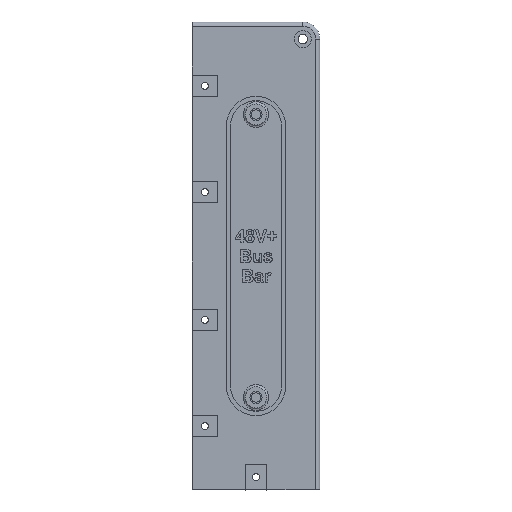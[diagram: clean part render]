
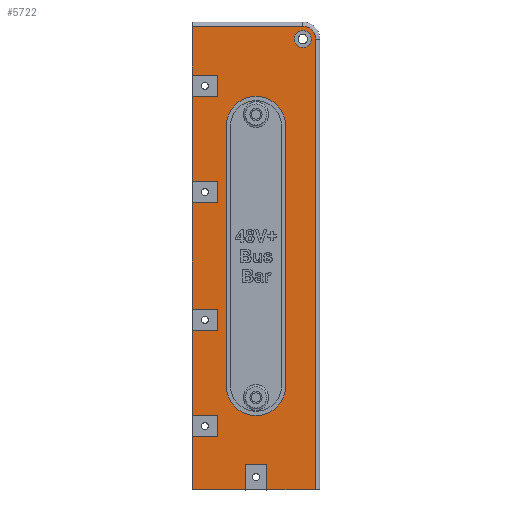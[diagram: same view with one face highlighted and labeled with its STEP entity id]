
A CAD part, top view. The second image highlights one B-rep face of the part: STEP entity #5722.
In plain terms, the highlighted planar face has unit normal (0, 0, 1).
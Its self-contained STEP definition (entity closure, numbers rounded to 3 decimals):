
#505=FACE_BOUND('',#2102,.T.);
#506=FACE_BOUND('',#2103,.T.);
#597=LINE('',#8038,#1128);
#602=LINE('',#8052,#1133);
#605=LINE('',#8063,#1136);
#606=LINE('',#8065,#1137);
#607=LINE('',#8067,#1138);
#608=LINE('',#8069,#1139);
#609=LINE('',#8071,#1140);
#610=LINE('',#8073,#1141);
#611=LINE('',#8075,#1142);
#612=LINE('',#8077,#1143);
#613=LINE('',#8079,#1144);
#614=LINE('',#8081,#1145);
#615=LINE('',#8083,#1146);
#616=LINE('',#8085,#1147);
#617=LINE('',#8089,#1148);
#618=LINE('',#8091,#1149);
#619=LINE('',#8093,#1150);
#620=LINE('',#8095,#1151);
#621=LINE('',#8097,#1152);
#622=LINE('',#8099,#1153);
#623=LINE('',#8101,#1154);
#624=LINE('',#8103,#1155);
#625=LINE('',#8105,#1156);
#626=LINE('',#8107,#1157);
#627=LINE('',#8109,#1158);
#628=LINE('',#8110,#1159);
#1128=VECTOR('',#6409,10.);
#1133=VECTOR('',#6422,10.);
#1136=VECTOR('',#6435,10.);
#1137=VECTOR('',#6436,10.);
#1138=VECTOR('',#6437,10.);
#1139=VECTOR('',#6438,10.);
#1140=VECTOR('',#6439,10.);
#1141=VECTOR('',#6440,10.);
#1142=VECTOR('',#6441,10.);
#1143=VECTOR('',#6442,10.);
#1144=VECTOR('',#6443,10.);
#1145=VECTOR('',#6444,10.);
#1146=VECTOR('',#6445,10.);
#1147=VECTOR('',#6446,10.);
#1148=VECTOR('',#6449,10.);
#1149=VECTOR('',#6450,10.);
#1150=VECTOR('',#6451,10.);
#1151=VECTOR('',#6452,10.);
#1152=VECTOR('',#6453,10.);
#1153=VECTOR('',#6454,10.);
#1154=VECTOR('',#6455,10.);
#1155=VECTOR('',#6456,10.);
#1156=VECTOR('',#6457,10.);
#1157=VECTOR('',#6458,10.);
#1158=VECTOR('',#6459,10.);
#1159=VECTOR('',#6460,10.);
#1600=PLANE('',#6085);
#1761=FACE_OUTER_BOUND('',#2101,.T.);
#2101=EDGE_LOOP('',(#4186,#4187,#4188,#4189,#4190,#4191,#4192,#4193,#4194,
#4195,#4196,#4197,#4198,#4199,#4200,#4201,#4202,#4203,#4204,#4205,#4206,
#4207,#4208,#4209,#4210));
#2102=EDGE_LOOP('',(#4211));
#2103=EDGE_LOOP('',(#4212,#4213,#4214,#4215));
#2445=CIRCLE('',#6078,14.);
#2447=CIRCLE('',#6082,14.);
#2449=CIRCLE('',#6086,6.);
#2450=CIRCLE('',#6087,4.);
#2653=VERTEX_POINT('',#8036);
#2654=VERTEX_POINT('',#8037);
#2657=VERTEX_POINT('',#8045);
#2659=VERTEX_POINT('',#8051);
#2661=VERTEX_POINT('',#8061);
#2662=VERTEX_POINT('',#8062);
#2663=VERTEX_POINT('',#8064);
#2664=VERTEX_POINT('',#8066);
#2665=VERTEX_POINT('',#8068);
#2666=VERTEX_POINT('',#8070);
#2667=VERTEX_POINT('',#8072);
#2668=VERTEX_POINT('',#8074);
#2669=VERTEX_POINT('',#8076);
#2670=VERTEX_POINT('',#8078);
#2671=VERTEX_POINT('',#8080);
#2672=VERTEX_POINT('',#8082);
#2673=VERTEX_POINT('',#8084);
#2674=VERTEX_POINT('',#8086);
#2675=VERTEX_POINT('',#8088);
#2676=VERTEX_POINT('',#8090);
#2677=VERTEX_POINT('',#8092);
#2678=VERTEX_POINT('',#8094);
#2679=VERTEX_POINT('',#8096);
#2680=VERTEX_POINT('',#8098);
#2681=VERTEX_POINT('',#8100);
#2682=VERTEX_POINT('',#8102);
#2683=VERTEX_POINT('',#8104);
#2684=VERTEX_POINT('',#8106);
#2685=VERTEX_POINT('',#8108);
#2686=VERTEX_POINT('',#8111);
#3251=EDGE_CURVE('',#2653,#2654,#597,.T.);
#3255=EDGE_CURVE('',#2654,#2657,#2445,.T.);
#3258=EDGE_CURVE('',#2657,#2659,#602,.T.);
#3261=EDGE_CURVE('',#2659,#2653,#2447,.T.);
#3263=EDGE_CURVE('',#2661,#2662,#605,.T.);
#3264=EDGE_CURVE('',#2662,#2663,#606,.T.);
#3265=EDGE_CURVE('',#2663,#2664,#607,.T.);
#3266=EDGE_CURVE('',#2664,#2665,#608,.T.);
#3267=EDGE_CURVE('',#2665,#2666,#609,.T.);
#3268=EDGE_CURVE('',#2666,#2667,#610,.T.);
#3269=EDGE_CURVE('',#2667,#2668,#611,.T.);
#3270=EDGE_CURVE('',#2668,#2669,#612,.T.);
#3271=EDGE_CURVE('',#2669,#2670,#613,.T.);
#3272=EDGE_CURVE('',#2670,#2671,#614,.T.);
#3273=EDGE_CURVE('',#2671,#2672,#615,.T.);
#3274=EDGE_CURVE('',#2673,#2672,#616,.T.);
#3275=EDGE_CURVE('',#2674,#2673,#2449,.T.);
#3276=EDGE_CURVE('',#2675,#2674,#617,.T.);
#3277=EDGE_CURVE('',#2675,#2676,#618,.T.);
#3278=EDGE_CURVE('',#2676,#2677,#619,.T.);
#3279=EDGE_CURVE('',#2677,#2678,#620,.T.);
#3280=EDGE_CURVE('',#2678,#2679,#621,.T.);
#3281=EDGE_CURVE('',#2679,#2680,#622,.T.);
#3282=EDGE_CURVE('',#2680,#2681,#623,.T.);
#3283=EDGE_CURVE('',#2681,#2682,#624,.T.);
#3284=EDGE_CURVE('',#2682,#2683,#625,.T.);
#3285=EDGE_CURVE('',#2683,#2684,#626,.T.);
#3286=EDGE_CURVE('',#2684,#2685,#627,.T.);
#3287=EDGE_CURVE('',#2685,#2661,#628,.T.);
#3288=EDGE_CURVE('',#2686,#2686,#2450,.T.);
#4186=ORIENTED_EDGE('',*,*,#3263,.T.);
#4187=ORIENTED_EDGE('',*,*,#3264,.T.);
#4188=ORIENTED_EDGE('',*,*,#3265,.T.);
#4189=ORIENTED_EDGE('',*,*,#3266,.T.);
#4190=ORIENTED_EDGE('',*,*,#3267,.T.);
#4191=ORIENTED_EDGE('',*,*,#3268,.T.);
#4192=ORIENTED_EDGE('',*,*,#3269,.T.);
#4193=ORIENTED_EDGE('',*,*,#3270,.T.);
#4194=ORIENTED_EDGE('',*,*,#3271,.T.);
#4195=ORIENTED_EDGE('',*,*,#3272,.T.);
#4196=ORIENTED_EDGE('',*,*,#3273,.T.);
#4197=ORIENTED_EDGE('',*,*,#3274,.F.);
#4198=ORIENTED_EDGE('',*,*,#3275,.F.);
#4199=ORIENTED_EDGE('',*,*,#3276,.F.);
#4200=ORIENTED_EDGE('',*,*,#3277,.T.);
#4201=ORIENTED_EDGE('',*,*,#3278,.T.);
#4202=ORIENTED_EDGE('',*,*,#3279,.T.);
#4203=ORIENTED_EDGE('',*,*,#3280,.T.);
#4204=ORIENTED_EDGE('',*,*,#3281,.T.);
#4205=ORIENTED_EDGE('',*,*,#3282,.T.);
#4206=ORIENTED_EDGE('',*,*,#3283,.T.);
#4207=ORIENTED_EDGE('',*,*,#3284,.T.);
#4208=ORIENTED_EDGE('',*,*,#3285,.T.);
#4209=ORIENTED_EDGE('',*,*,#3286,.T.);
#4210=ORIENTED_EDGE('',*,*,#3287,.T.);
#4211=ORIENTED_EDGE('',*,*,#3288,.T.);
#4212=ORIENTED_EDGE('',*,*,#3251,.T.);
#4213=ORIENTED_EDGE('',*,*,#3255,.T.);
#4214=ORIENTED_EDGE('',*,*,#3258,.T.);
#4215=ORIENTED_EDGE('',*,*,#3261,.T.);
#5722=ADVANCED_FACE('',(#1761,#505,#506),#1600,.T.);
#6078=AXIS2_PLACEMENT_3D('',#8046,#6415,#6416);
#6082=AXIS2_PLACEMENT_3D('',#8057,#6427,#6428);
#6085=AXIS2_PLACEMENT_3D('',#8060,#6433,#6434);
#6086=AXIS2_PLACEMENT_3D('',#8087,#6447,#6448);
#6087=AXIS2_PLACEMENT_3D('',#8112,#6461,#6462);
#6409=DIRECTION('',(0.,1.,0.));
#6415=DIRECTION('center_axis',(0.,0.,-1.));
#6416=DIRECTION('ref_axis',(1.,0.,0.));
#6422=DIRECTION('',(0.,-1.,0.));
#6427=DIRECTION('center_axis',(0.,0.,-1.));
#6428=DIRECTION('ref_axis',(0.,-1.,0.));
#6433=DIRECTION('center_axis',(0.,0.,1.));
#6434=DIRECTION('ref_axis',(1.,0.,0.));
#6435=DIRECTION('',(-1.,0.,0.));
#6436=DIRECTION('',(0.,-1.,0.));
#6437=DIRECTION('',(1.,0.,0.));
#6438=DIRECTION('',(0.,-1.,0.));
#6439=DIRECTION('',(-1.,0.,0.));
#6440=DIRECTION('',(0.,-1.,0.));
#6441=DIRECTION('',(1.,0.,0.));
#6442=DIRECTION('',(0.,1.,0.));
#6443=DIRECTION('',(1.,0.,0.));
#6444=DIRECTION('',(0.,-1.,0.));
#6445=DIRECTION('',(1.,0.,0.));
#6446=DIRECTION('',(0.,-1.,0.));
#6447=DIRECTION('center_axis',(0.,0.,-1.));
#6448=DIRECTION('ref_axis',(0.707,0.707,0.));
#6449=DIRECTION('',(1.,0.,0.));
#6450=DIRECTION('',(0.,-1.,0.));
#6451=DIRECTION('',(1.,0.,0.));
#6452=DIRECTION('',(0.,-1.,0.));
#6453=DIRECTION('',(-1.,0.,0.));
#6454=DIRECTION('',(0.,-1.,0.));
#6455=DIRECTION('',(1.,0.,0.));
#6456=DIRECTION('',(0.,-1.,0.));
#6457=DIRECTION('',(-1.,0.,0.));
#6458=DIRECTION('',(0.,-1.,0.));
#6459=DIRECTION('',(1.,0.,0.));
#6460=DIRECTION('',(0.,-1.,0.));
#6461=DIRECTION('center_axis',(0.,0.,-1.));
#6462=DIRECTION('ref_axis',(-1.,0.,0.));
#8036=CARTESIAN_POINT('',(-14.,-61.,8.));
#8037=CARTESIAN_POINT('',(-14.,61.,8.));
#8038=CARTESIAN_POINT('',(-14.,30.5,8.));
#8045=CARTESIAN_POINT('',(14.,61.,8.));
#8046=CARTESIAN_POINT('Origin',(0.,61.,8.));
#8051=CARTESIAN_POINT('',(14.,-61.,8.));
#8052=CARTESIAN_POINT('',(14.,-30.5,8.));
#8057=CARTESIAN_POINT('Origin',(0.,-61.,8.));
#8060=CARTESIAN_POINT('Origin',(0.,0.,8.));
#8061=CARTESIAN_POINT('',(-18.,-35.,8.));
#8062=CARTESIAN_POINT('',(-30.,-35.,8.));
#8063=CARTESIAN_POINT('',(-9.,-35.,8.));
#8064=CARTESIAN_POINT('',(-30.,-75.,8.));
#8065=CARTESIAN_POINT('',(-30.,110.,8.));
#8066=CARTESIAN_POINT('',(-18.,-75.,8.));
#8067=CARTESIAN_POINT('',(-15.,-75.,8.));
#8068=CARTESIAN_POINT('',(-18.,-85.,8.));
#8069=CARTESIAN_POINT('',(-18.,-37.5,8.));
#8070=CARTESIAN_POINT('',(-30.,-85.,8.));
#8071=CARTESIAN_POINT('',(-9.,-85.,8.));
#8072=CARTESIAN_POINT('',(-30.,-110.,8.));
#8073=CARTESIAN_POINT('',(-30.,110.,8.));
#8074=CARTESIAN_POINT('',(-5.,-110.,8.));
#8075=CARTESIAN_POINT('',(-30.,-110.,8.));
#8076=CARTESIAN_POINT('',(-5.,-98.,8.));
#8077=CARTESIAN_POINT('',(-5.,-55.,8.));
#8078=CARTESIAN_POINT('',(5.,-98.,8.));
#8079=CARTESIAN_POINT('',(-2.5,-98.,8.));
#8080=CARTESIAN_POINT('',(5.,-110.,8.));
#8081=CARTESIAN_POINT('',(5.,-49.,8.));
#8082=CARTESIAN_POINT('',(28.,-110.,8.));
#8083=CARTESIAN_POINT('',(-30.,-110.,8.));
#8084=CARTESIAN_POINT('',(28.,102.,8.));
#8085=CARTESIAN_POINT('',(28.,-55.,8.));
#8086=CARTESIAN_POINT('',(22.,108.,8.));
#8087=CARTESIAN_POINT('Origin',(22.,102.,8.));
#8088=CARTESIAN_POINT('',(-30.,108.,8.));
#8089=CARTESIAN_POINT('',(15.,108.,8.));
#8090=CARTESIAN_POINT('',(-30.,85.,8.));
#8091=CARTESIAN_POINT('',(-30.,110.,8.));
#8092=CARTESIAN_POINT('',(-18.,85.,8.));
#8093=CARTESIAN_POINT('',(-15.,85.,8.));
#8094=CARTESIAN_POINT('',(-18.,75.,8.));
#8095=CARTESIAN_POINT('',(-18.,42.5,8.));
#8096=CARTESIAN_POINT('',(-30.,75.,8.));
#8097=CARTESIAN_POINT('',(-9.,75.,8.));
#8098=CARTESIAN_POINT('',(-30.,35.,8.));
#8099=CARTESIAN_POINT('',(-30.,110.,8.));
#8100=CARTESIAN_POINT('',(-18.,35.,8.));
#8101=CARTESIAN_POINT('',(-15.,35.,8.));
#8102=CARTESIAN_POINT('',(-18.,25.,8.));
#8103=CARTESIAN_POINT('',(-18.,17.5,8.));
#8104=CARTESIAN_POINT('',(-30.,25.,8.));
#8105=CARTESIAN_POINT('',(-9.,25.,8.));
#8106=CARTESIAN_POINT('',(-30.,-25.,8.));
#8107=CARTESIAN_POINT('',(-30.,110.,8.));
#8108=CARTESIAN_POINT('',(-18.,-25.,8.));
#8109=CARTESIAN_POINT('',(-15.,-25.,8.));
#8110=CARTESIAN_POINT('',(-18.,-12.5,8.));
#8111=CARTESIAN_POINT('',(26.,102.,8.));
#8112=CARTESIAN_POINT('Origin',(22.,102.,8.));
